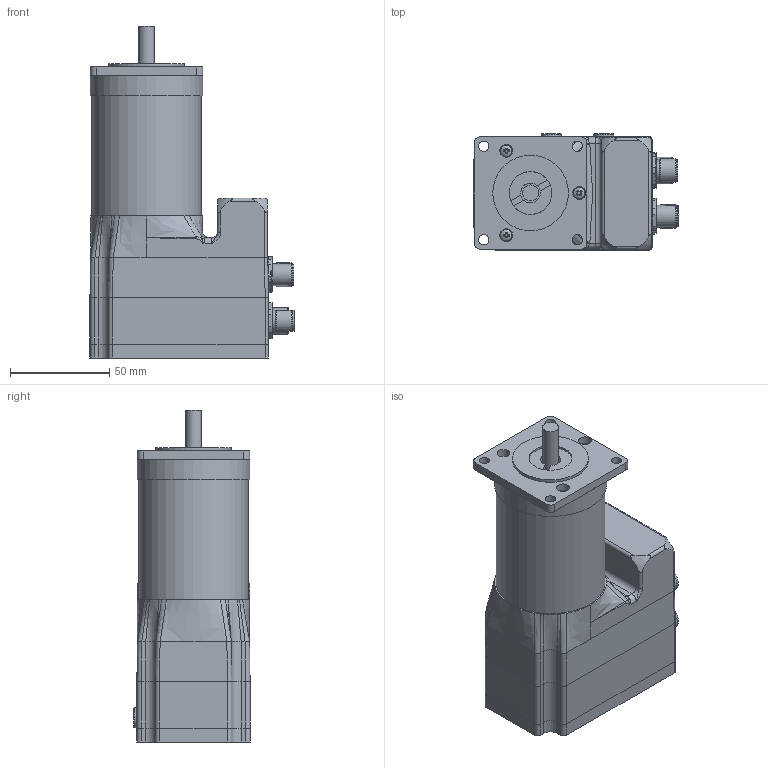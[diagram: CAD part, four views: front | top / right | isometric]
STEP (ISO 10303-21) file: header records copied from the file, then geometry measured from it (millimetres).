
FILE_DESCRIPTION(/* description */ (''),/* implementation_level */ '2;1');
FILE_NAME(/* name */ 'PD4-EB59CD-M-65-2.stp',/* time_stamp */ '2017-12-14T11:19:18+01:00',/* author */ ('angelika.schneid'),/* organization */ (''),/* preprocessor_version */ 'ST-DEVELOPER v17',/* originating_system */ 'Autodesk Inventor 2018',/* authorisation */ '');
FILE_SCHEMA (('AUTOMOTIVE_DESIGN { 1 0 10303 214 3 1 1 }'));
Length unit declared in the file: millimetre
Products named in the file (1): PD4-EB59CD-M-65-2_Shrinkwrap_1
Bounding box: 102.74 x 58.51 x 167.1 mm (x, y, z)
Surface area: 74973.2 mm2 (no closed solid volume)
Topology: 0 solids, 53 shells, 852 faces, 2671 edges, 1859 vertices
Faces by surface type: plane 362, cylinder 196, cone 133, torus 69, bspline 69, sphere 23
Full cylindrical faces by diameter (mm): 0.63 x12, 1 x8, 1.1 x5, 3.4 x4, 5.2 x4, 5.5 x4, 6.5 x3, 8 x1, 10 x3, 10.7 x3, 10.75 x1, 10.9 x2, 11.9 x1, 12 x1, 15.038 x1, 15.1 x1, 16.9 x1, 21.5 x2, 26 x1, 38.1 x1, 53.6 x1, 55 x2, 56.6 x1
Entity records: 34643 total; most frequent: CARTESIAN_POINT 10039, DIRECTION 5071, ORIENTED_EDGE 4680, EDGE_CURVE 2641, AXIS2_PLACEMENT_3D 1913, VERTEX_POINT 1857, LINE 1245, VECTOR 1245
